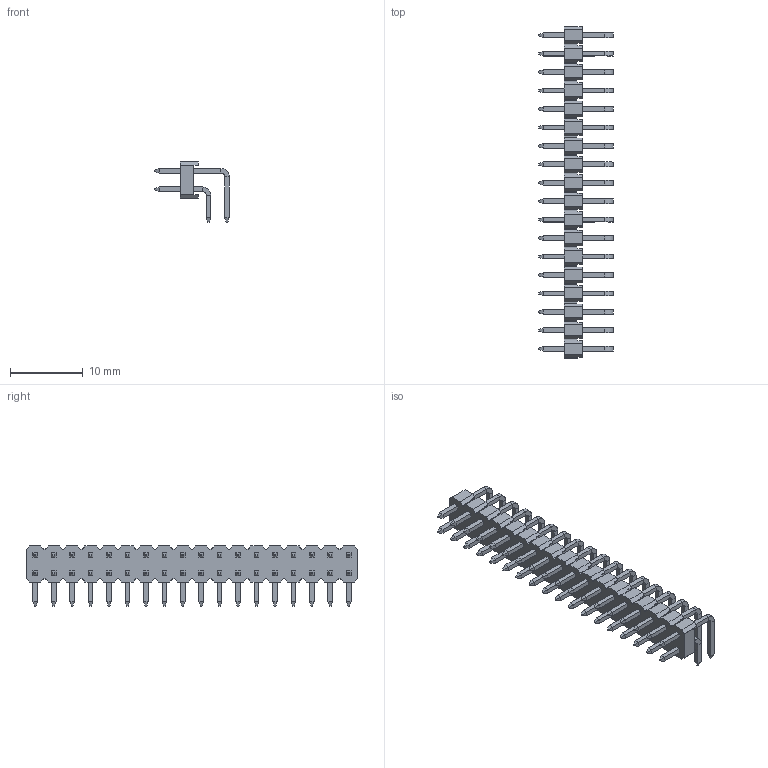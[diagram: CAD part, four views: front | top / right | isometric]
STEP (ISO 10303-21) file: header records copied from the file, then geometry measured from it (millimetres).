
FILE_DESCRIPTION((''),'2;1');
FILE_NAME('947-12-036-XX','2012-03-21T',('CAD01'),(''),'PRO/ENGINEER BY PARAMETRIC TECHNOLOGY CORPORATION, 2007090','PRO/ENGINEER BY PARAMETRIC TECHNOLOGY CORPORATION, 2007090','');
FILE_SCHEMA(('CONFIG_CONTROL_DESIGN'));
Length unit declared in the file: millimetre
Products named in the file (4): I-947-036; T-947-12-10-1; T-947-12-10-2; 947-12-036-XX
Assembly tree (37 placements, depth 2):
  947-12-036-XX
    I-947-036
    T-947-12-10-1  x18
    T-947-12-10-2  x18
Bounding box: 10.26 x 45.72 x 8.3 mm (x, y, z)
Volume: 599 mm3; surface area: 2184.2 mm2
Topology: 37 solids, 37 shells, 1438 faces, 3232 edges, 1868 vertices
Faces by surface type: plane 1222, cylinder 216
Entity records: 26154 total; most frequent: CARTESIAN_POINT 4391, ORIENTED_EDGE 3472, DIRECTION 3062, PRESENTATION_STYLE_ASSIGNMENT 1739, STYLED_ITEM 1739, CURVE_STYLE 1736, EDGE_CURVE 1736, VECTOR 1584
